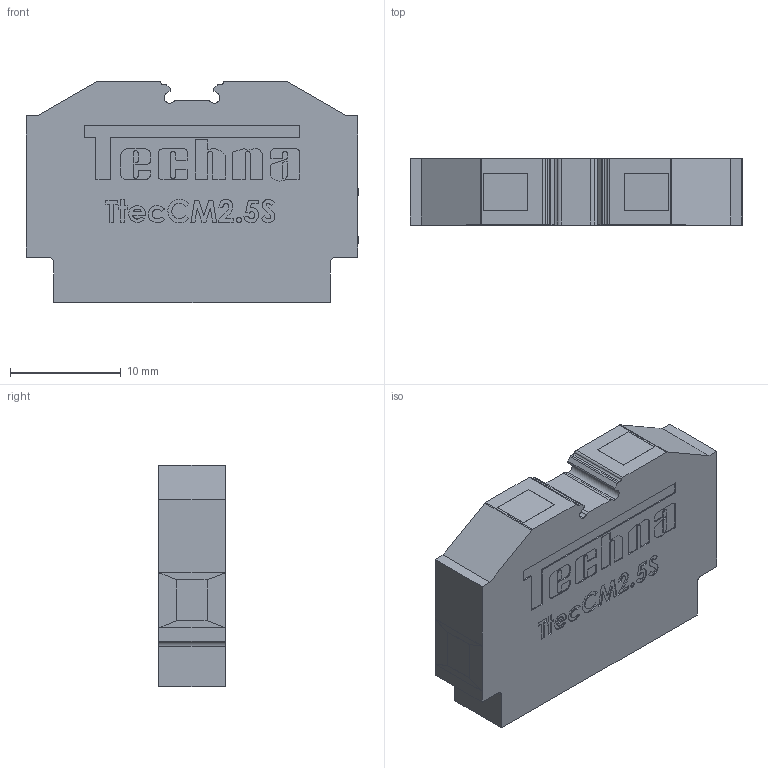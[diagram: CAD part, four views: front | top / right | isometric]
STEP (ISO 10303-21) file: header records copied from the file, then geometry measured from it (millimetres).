
FILE_DESCRIPTION (( 'STEP AP214' ), '1' );
FILE_NAME ('TtecCM2.5S.STEP', '2020-06-17T12:38:51', ( '' ), ( '' ), 'SwSTEP 2.0', 'SolidWorks 2020', '' );
FILE_SCHEMA (( 'AUTOMOTIVE_DESIGN' ));
Length unit declared in the file: millimetre
Products named in the file (1): TtecCM2.5S
Bounding box: 30.02 x 6 x 20 mm (x, y, z)
Volume: 3274.9 mm3; surface area: 1737 mm2
Topology: 1 solids, 1 shells, 593 faces, 1629 edges, 1078 vertices
Faces by surface type: plane 338, cylinder 141, bspline 114
Entity records: 30134 total; most frequent: CARTESIAN_POINT 9927, ORIENTED_EDGE 3258, DIRECTION 2643, EDGE_CURVE 1629, LINE 1119, VECTOR 1119, VERTEX_POINT 1078, AXIS2_PLACEMENT_3D 762
